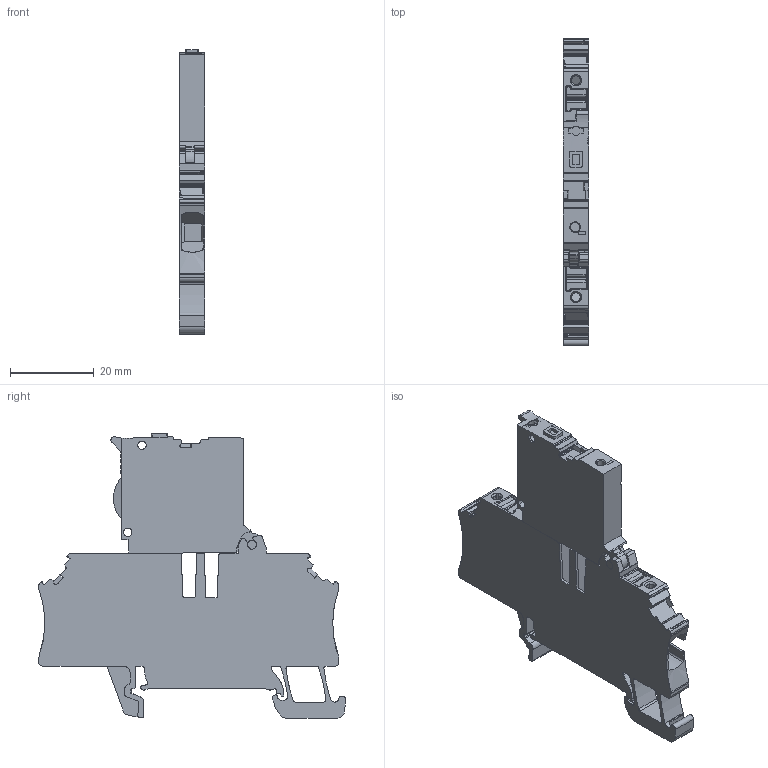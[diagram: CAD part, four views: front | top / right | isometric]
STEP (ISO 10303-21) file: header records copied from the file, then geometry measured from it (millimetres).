
FILE_DESCRIPTION(('CATIA V5 STEP Exchange','CAx-IF Rec.Pracs.--- Model Styling and Organization---1.4--- 2014-01-23'),'2;1');
FILE_NAME ('1481844-1_0', '2023-04-21T04:36:03+00:00', ('none'), ('Weidmueller'), 'CATIA Version 5-6 Release 2016 SP3 HF44', 'CATIA V5 STEP AP214', 'none');
FILE_SCHEMA(('AUTOMOTIVE_DESIGN { 1 0 10303 214 1 1 1 1 }'));
Length unit declared in the file: millimetre
Products named in the file (1): 2898820000
Bounding box: 6.1 x 73.13 x 67.86 mm (x, y, z)
Volume: 15939.7 mm3; surface area: 10736.9 mm2
Topology: 4 solids, 4 shells, 1270 faces, 3521 edges, 2265 vertices
Faces by surface type: plane 502, cylinder 475, extrusion 137, torus 53, cone 45, bspline 40, sphere 18
Entity records: 44537 total; most frequent: CARTESIAN_POINT 14056, ORIENTED_EDGE 7006, DIRECTION 4982, EDGE_CURVE 3503, VERTEX_POINT 2265, VECTOR 2207, LINE 2070, AXIS2_PLACEMENT_3D 1809
